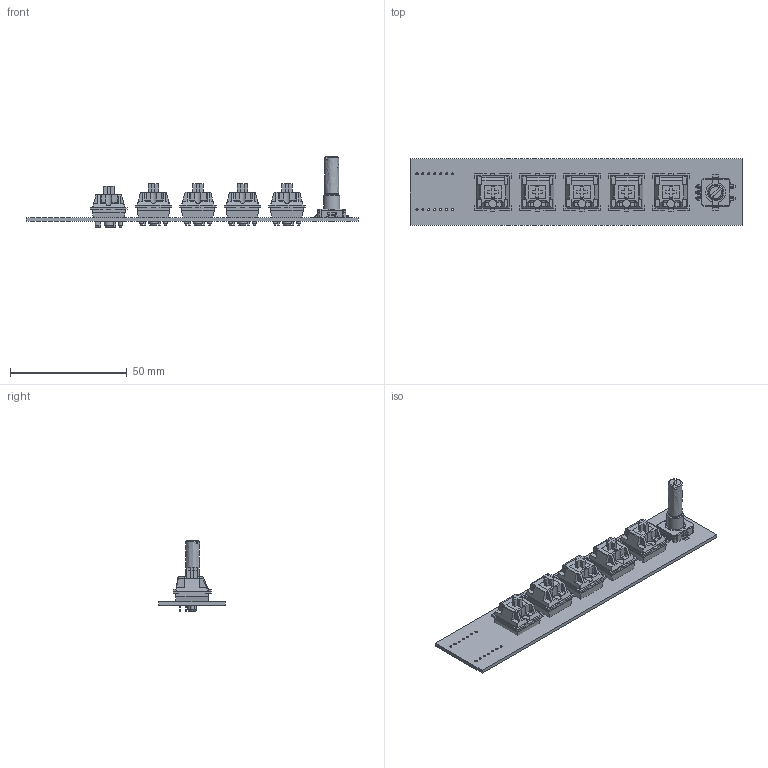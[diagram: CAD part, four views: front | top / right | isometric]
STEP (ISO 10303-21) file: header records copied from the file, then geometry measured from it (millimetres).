
FILE_DESCRIPTION(('KiCad electronic assembly'),'2;1');
FILE_NAME('liuv''s_hackpad.step','2025-12-29T14:37:54',('Pcbnew'),( 'Kicad'),'Open CASCADE STEP processor 7.9','KiCad to STEP converter' ,'Unknown');
FILE_SCHEMA(('AUTOMOTIVE_DESIGN { 1 0 10303 214 1 1 1 1 }'));
Length unit declared in the file: millimetre
Products named in the file (10): liuv's_hackpad 1; switch; Component1; Component2; EC11-SMD-25R-black; EC11-Base; EC11-Shaft-R; EC11-Housing-SMD; liuv's_hackpad_PCB; liuv's_hackpad 2
Assembly tree (12 placements, depth 3):
  liuv's_hackpad 1
    switch  x5
      Component1
      Component2
    EC11-SMD-25R-black
      EC11-Base
      EC11-Shaft-R
      EC11-Housing-SMD
    liuv's_hackpad_PCB
  liuv's_hackpad 2
Bounding box: 142.05 x 28.42 x 30.31 mm (x, y, z)
Volume: 15905.2 mm3; surface area: 19120.7 mm2
Topology: 50 solids, 50 shells, 1174 faces, 2944 edges, 1877 vertices
Faces by surface type: plane 535, bspline 471, cylinder 143, cone 15, sphere 10
Full cylindrical faces by diameter (mm): 0.889 x14, 1 x5, 1.5 x10, 1.6 x10, 1.7 x10, 3.85 x5, 4 x5
Entity records: 22982 total; most frequent: CARTESIAN_POINT 7633, ORIENTED_EDGE 3308, EDGE_CURVE 1654, VERTEX_POINT 1041, DIRECTION 1019, B_SPLINE_CURVE_WITH_KNOTS 873, FACE_BOUND 763, EDGE_LOOP 763
